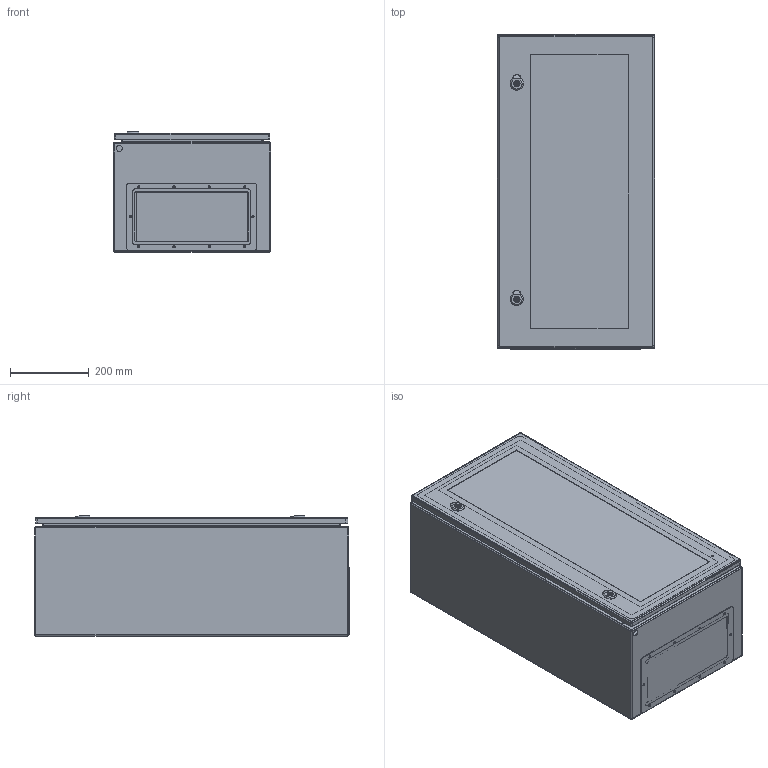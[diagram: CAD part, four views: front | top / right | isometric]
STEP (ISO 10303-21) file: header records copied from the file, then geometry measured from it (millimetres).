
FILE_DESCRIPTION(/* description */ (''),/* implementation_level */ '2;1');
FILE_NAME(/* name */ 'GNT804030',/* time_stamp */ '2025-04-29T13:23:28+02:00',/* author */ (''),/* organization */ (''),/* preprocessor_version */ 'ST-DEVELOPER v19.4',/* originating_system */ 'SIEMENS PLM Software NX2212.8101',/* authorisation */ '');
FILE_SCHEMA (('AP203_CONFIGURATION_CONTROLLED_3D_DESIGN_OF_MECHANICAL_PARTS_AND_ASSEMBLIES_MIM_LF { 1 0 10303 403 2 1 2}'));
Length unit declared in the file: millimetre
Products named in the file (8): 501.P020.20-01-CRISTAL PUERTA ARG 800x400; 501.P019.1020-01-Puerta_800x400; 501.P004-01-CIERRE 1 PUNTO; 501.P006.1022-01-PLACA DE MONTAJE_800x400; 501.P003.1007-01-TAPA PASACABLES LISA; 501.P001.1052-01-FONDO 800x400x300; 501.C019.1020-01-PUERTA TRANSPARENTE 800x400_NX-ARRAGMNTCOMPLETA; 501.C020.1052-01-GNT804030
Assembly tree (8 placements, depth 3):
  501.C020.1052-01-GNT804030
    501.P001.1052-01-FONDO 800x400x300
    501.P003.1007-01-TAPA PASACABLES LISA
    501.P006.1022-01-PLACA DE MONTAJE_800x400
    501.C019.1020-01-PUERTA TRANSPARENTE 800x400_NX-ARRAGMNTCOMPLETA
      501.P004-01-CIERRE 1 PUNTO  x2
      501.P019.1020-01-Puerta_800x400
      501.P020.20-01-CRISTAL PUERTA ARG 800x400
Bounding box: 400 x 802 x 306.2 mm (x, y, z)
Volume: 3552488.4 mm3; surface area: 3561645.6 mm2
Topology: 13 solids, 13 shells, 629 faces, 1644 edges, 1042 vertices
Faces by surface type: plane 333, cylinder 234, bspline 24, sphere 20, cone 10, torus 8
Full cylindrical faces by diameter (mm): 3 x22, 5 x2, 6 x11, 8 x5, 9 x4, 10 x2, 15.1 x1, 16 x4, 16.25 x2, 19.3 x2
Entity records: 18235 total; most frequent: CARTESIAN_POINT 3424, DIRECTION 2877, ORIENTED_EDGE 2716, EDGE_CURVE 1358, AXIS2_PLACEMENT_3D 1027, VERTEX_POINT 885, LINE 823, VECTOR 823
